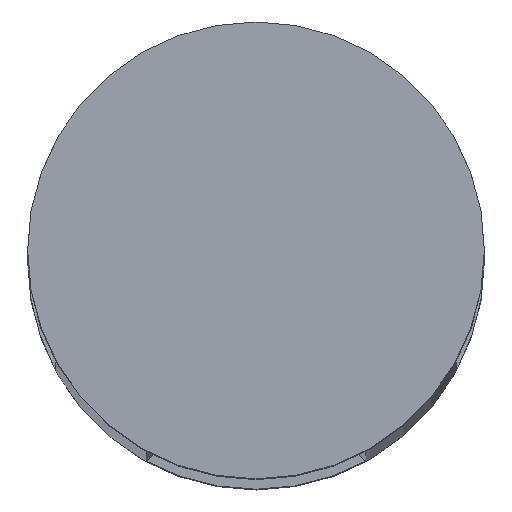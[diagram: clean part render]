
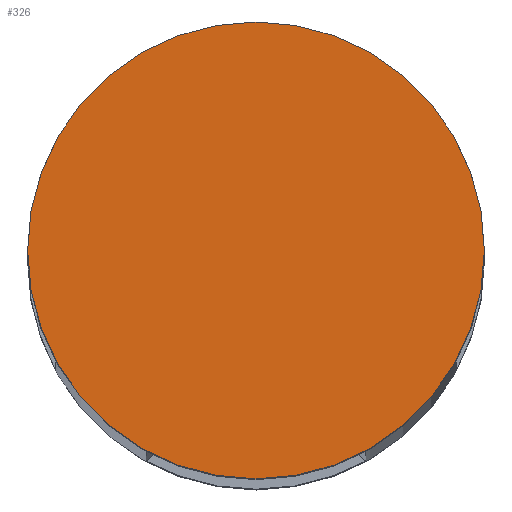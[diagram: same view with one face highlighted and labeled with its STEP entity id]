
A CAD part, top view. The second image highlights one B-rep face of the part: STEP entity #326.
In plain terms, the highlighted planar face has unit normal (0, 0, 1).
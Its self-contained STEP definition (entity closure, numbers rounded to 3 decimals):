
#31 = EDGE_LOOP ( 'NONE', ( #447, #535 ) ) ;
#79 = CARTESIAN_POINT ( 'NONE',  ( 0., 0., 42. ) ) ;
#90 = DIRECTION ( 'NONE',  ( -1., 0., 0. ) ) ;
#138 = DIRECTION ( 'NONE',  ( -1., 0., 0. ) ) ;
#141 = AXIS2_PLACEMENT_3D ( 'NONE', #79, #389, #90 ) ;
#150 = CARTESIAN_POINT ( 'NONE',  ( 0., 0., 42. ) ) ;
#179 = VERTEX_POINT ( 'NONE', #523 ) ;
#182 = DIRECTION ( 'NONE',  ( -1., 0., 0. ) ) ;
#197 = EDGE_CURVE ( 'NONE', #179, #706, #605, .T. ) ;
#249 = FACE_OUTER_BOUND ( 'NONE', #31, .T. ) ;
#279 = DIRECTION ( 'NONE',  ( 0., 0., -1. ) ) ;
#284 = AXIS2_PLACEMENT_3D ( 'NONE', #150, #279, #138 ) ;
#326 = ADVANCED_FACE ( 'NONE', ( #249 ), #830, .F. ) ;
#389 = DIRECTION ( 'NONE',  ( 0., 0., -1. ) ) ;
#399 = CARTESIAN_POINT ( 'NONE',  ( 0., 0., 42. ) ) ;
#447 = ORIENTED_EDGE ( 'NONE', *, *, #889, .F. ) ;
#523 = CARTESIAN_POINT ( 'NONE',  ( 3., 0., 42. ) ) ;
#535 = ORIENTED_EDGE ( 'NONE', *, *, #197, .F. ) ;
#605 = CIRCLE ( 'NONE', #141, 3. ) ;
#685 = CIRCLE ( 'NONE', #284, 3. ) ;
#706 = VERTEX_POINT ( 'NONE', #779 ) ;
#755 = AXIS2_PLACEMENT_3D ( 'NONE', #399, #757, #182 ) ;
#757 = DIRECTION ( 'NONE',  ( 0., 0., -1. ) ) ;
#779 = CARTESIAN_POINT ( 'NONE',  ( -3., 0., 42. ) ) ;
#830 = PLANE ( 'NONE',  #755 ) ;
#889 = EDGE_CURVE ( 'NONE', #706, #179, #685, .T. ) ;
